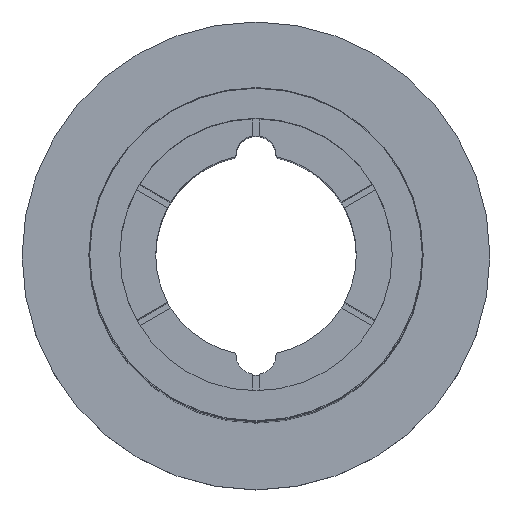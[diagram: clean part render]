
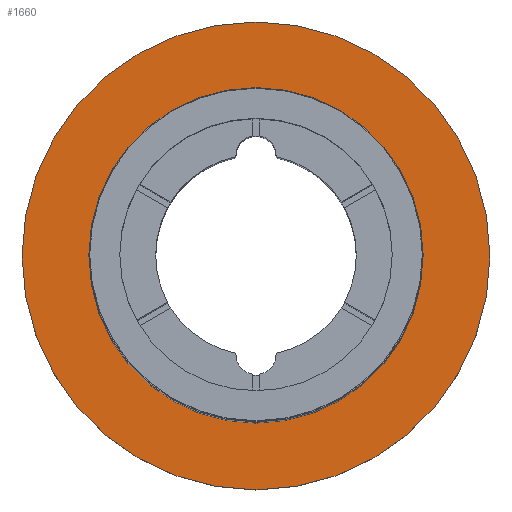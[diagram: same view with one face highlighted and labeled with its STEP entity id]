
A CAD part, top view. The second image highlights one B-rep face of the part: STEP entity #1660.
In plain terms, the highlighted planar face has unit normal (0, 0, 1).
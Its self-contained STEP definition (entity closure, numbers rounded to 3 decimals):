
#128 = CARTESIAN_POINT ( 'NONE',  ( -10., 0., -49. ) ) ;
#213 = DIRECTION ( 'NONE',  ( 1., 0., 0. ) ) ;
#217 = CARTESIAN_POINT ( 'NONE',  ( 0., 0., -49. ) ) ;
#254 = AXIS2_PLACEMENT_3D ( 'NONE', #1258, #783, #213 ) ;
#312 = VERTEX_POINT ( 'NONE', #1715 ) ;
#317 = DIRECTION ( 'NONE',  ( 1., 0., 0. ) ) ;
#323 = ORIENTED_EDGE ( 'NONE', *, *, #1585, .T. ) ;
#339 = DIRECTION ( 'NONE',  ( 0., 0., 1. ) ) ;
#343 = ORIENTED_EDGE ( 'NONE', *, *, #1362, .F. ) ;
#373 = AXIS2_PLACEMENT_3D ( 'NONE', #643, #1550, #1100 ) ;
#431 = CIRCLE ( 'NONE', #1944, 10. ) ;
#444 = DIRECTION ( 'NONE',  ( 1., 0., 0. ) ) ;
#611 = CARTESIAN_POINT ( 'NONE',  ( 0., 0., -49. ) ) ;
#643 = CARTESIAN_POINT ( 'NONE',  ( 0., 10., -49. ) ) ;
#710 = VERTEX_POINT ( 'NONE', #1024 ) ;
#712 = EDGE_LOOP ( 'NONE', ( #343, #754 ) ) ;
#754 = ORIENTED_EDGE ( 'NONE', *, *, #1664, .F. ) ;
#783 = DIRECTION ( 'NONE',  ( 0., 0., 1. ) ) ;
#865 = CIRCLE ( 'NONE', #1228, 14. ) ;
#978 = CIRCLE ( 'NONE', #254, 10. ) ;
#1024 = CARTESIAN_POINT ( 'NONE',  ( 14., 0., -49. ) ) ;
#1100 = DIRECTION ( 'NONE',  ( -1., 0., 0. ) ) ;
#1133 = VERTEX_POINT ( 'NONE', #1330 ) ;
#1228 = AXIS2_PLACEMENT_3D ( 'NONE', #217, #1415, #1411 ) ;
#1258 = CARTESIAN_POINT ( 'NONE',  ( 0., 0., -49. ) ) ;
#1290 = FACE_OUTER_BOUND ( 'NONE', #1735, .T. ) ;
#1330 = CARTESIAN_POINT ( 'NONE',  ( 10., 0., -49. ) ) ;
#1362 = EDGE_CURVE ( 'NONE', #1133, #1961, #431, .T. ) ;
#1371 = CARTESIAN_POINT ( 'NONE',  ( 0., 0., -49. ) ) ;
#1411 = DIRECTION ( 'NONE',  ( 1., 0., 0. ) ) ;
#1415 = DIRECTION ( 'NONE',  ( 0., 0., 1. ) ) ;
#1429 = ORIENTED_EDGE ( 'NONE', *, *, #1692, .T. ) ;
#1475 = CIRCLE ( 'NONE', #1858, 14. ) ;
#1521 = DIRECTION ( 'NONE',  ( 0., 0., 1. ) ) ;
#1550 = DIRECTION ( 'NONE',  ( 0., 0., -1. ) ) ;
#1560 = PLANE ( 'NONE',  #373 ) ;
#1585 = EDGE_CURVE ( 'NONE', #710, #312, #1475, .T. ) ;
#1660 = ADVANCED_FACE ( 'NONE', ( #1845, #1290 ), #1560, .F. ) ;
#1664 = EDGE_CURVE ( 'NONE', #1961, #1133, #978, .T. ) ;
#1692 = EDGE_CURVE ( 'NONE', #312, #710, #865, .T. ) ;
#1715 = CARTESIAN_POINT ( 'NONE',  ( -14., 0., -49. ) ) ;
#1735 = EDGE_LOOP ( 'NONE', ( #323, #1429 ) ) ;
#1845 = FACE_BOUND ( 'NONE', #712, .T. ) ;
#1858 = AXIS2_PLACEMENT_3D ( 'NONE', #611, #339, #444 ) ;
#1944 = AXIS2_PLACEMENT_3D ( 'NONE', #1371, #1521, #317 ) ;
#1961 = VERTEX_POINT ( 'NONE', #128 ) ;
